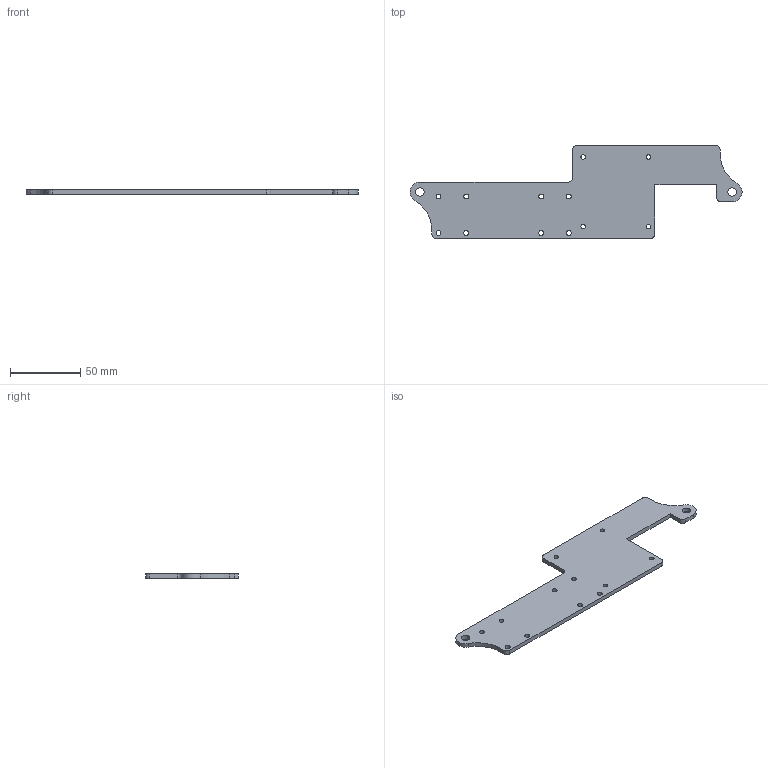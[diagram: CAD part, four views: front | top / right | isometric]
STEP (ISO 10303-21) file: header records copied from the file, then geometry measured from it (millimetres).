
FILE_DESCRIPTION(/* description */ ('Alibre Inc.'),/* implementation_level */ '2;1');
FILE_NAME(/* name */ 'export-12BB5724-FFCC-4D9B-B3B8-92440099F5B7',/* time_stamp */ '2025-10-22T21:50:19-05:00',/* author */ (''),/* organization */ (''),/* preprocessor_version */ 'ST-DEVELOPER v17',/* originating_system */ 'Alibre',/* authorisation */ '');
FILE_SCHEMA (('CONFIG_CONTROL_DESIGN'));
Length unit declared in the file: centimetre
Bounding box: 236 x 66 x 3.17 mm (x, y, z)
Volume: 30251.5 mm3; surface area: 21471.8 mm2
Topology: 1 solids, 1 shells, 36 faces, 102 edges, 68 vertices
Faces by surface type: cylinder 24, plane 12
Full cylindrical faces by diameter (mm): 3.2 x4, 3.5 x8, 6 x2
Entity records: 1253 total; most frequent: DIRECTION 196, CARTESIAN_POINT 192, ORIENTED_EDGE 176, EDGE_CURVE 88, AXIS2_PLACEMENT_3D 84, EDGE_LOOP 78, FACE_BOUND 78, VERTEX_POINT 68
